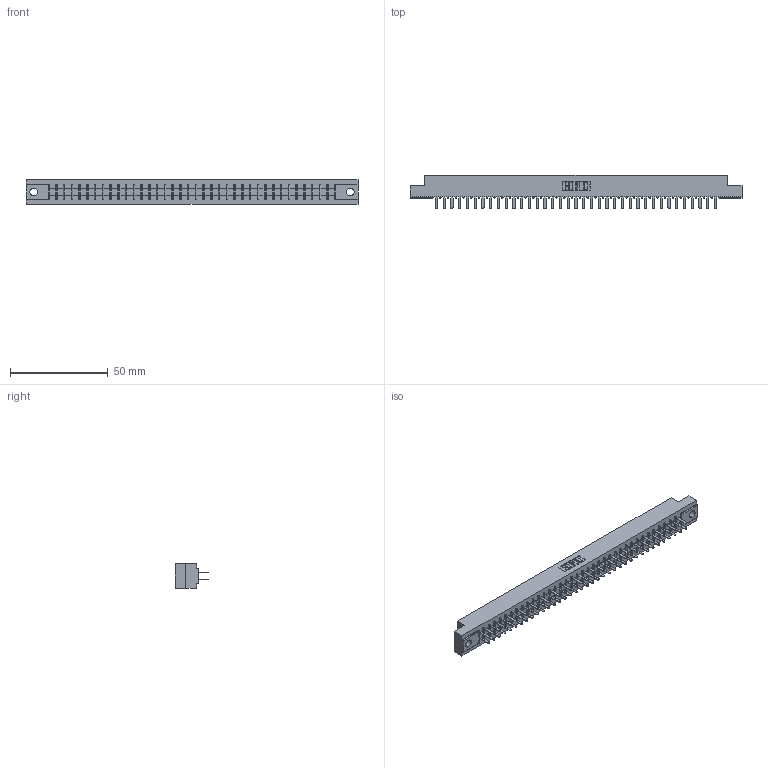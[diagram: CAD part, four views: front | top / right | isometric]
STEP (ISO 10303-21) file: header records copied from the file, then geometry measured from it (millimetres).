
FILE_DESCRIPTION (( 'STEP AP203' ), '1' );
FILE_NAME ('315-074-520-204.STEP', '2019-09-10T22:04:08', ( '' ), ( '' ), 'SwSTEP 2.0', 'SolidWorks 2016', '' );
FILE_SCHEMA (( 'CONFIG_CONTROL_DESIGN' ));
Length unit declared in the file: inch
Products named in the file (3): 305-290-001_520; 305 Part_.156 Dia; 315-074-520-204
Assembly tree (75 placements, depth 2):
  315-074-520-204
    305 Part_.156 Dia
    305-290-001_520  x74
Bounding box: 169.62 x 17.09 x 12.7 mm (x, y, z)
Volume: 17555.7 mm3; surface area: 22110.1 mm2
Topology: 75 solids, 75 shells, 3534 faces, 10083 edges, 6522 vertices
Faces by surface type: plane 2080, cylinder 1306, sphere 148
Entity records: 40968 total; most frequent: CARTESIAN_POINT 6783, ORIENTED_EDGE 6730, DIRECTION 6557, EDGE_CURVE 3365, LINE 2725, VECTOR 2725, VERTEX_POINT 2142, AXIS2_PLACEMENT_3D 1916
